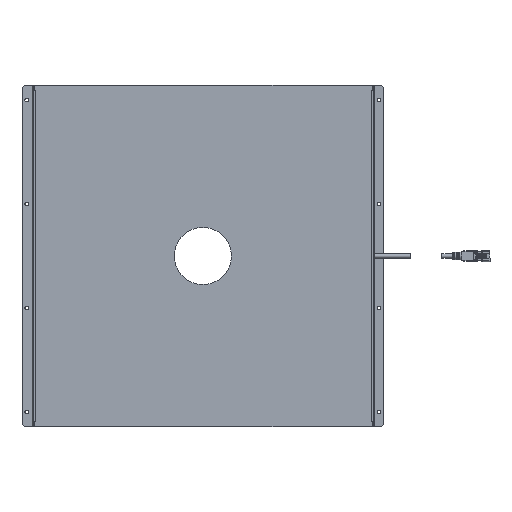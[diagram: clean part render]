
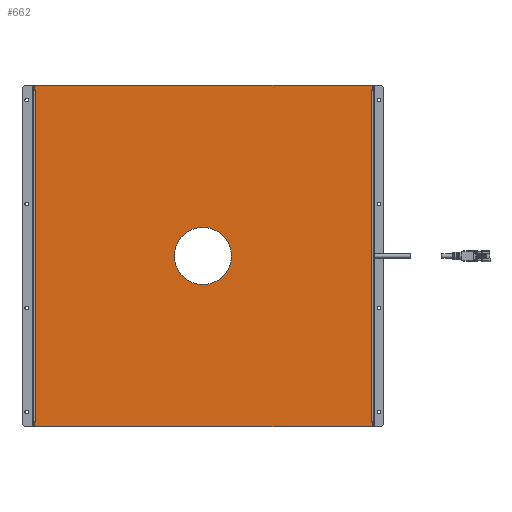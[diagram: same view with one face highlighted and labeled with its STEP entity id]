
A CAD part, top view. The second image highlights one B-rep face of the part: STEP entity #662.
In plain terms, the highlighted planar face has unit normal (0, 0, 1).
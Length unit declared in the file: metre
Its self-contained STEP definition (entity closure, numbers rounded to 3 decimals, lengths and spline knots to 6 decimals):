
#662=ADVANCED_FACE('0:659',(#1668,#1669),#1670,.T.);
#1668=FACE_BOUND('',#3069,.T.);
#1669=FACE_OUTER_BOUND('',#3070,.T.);
#1670=PLANE('',#3071);
#3069=EDGE_LOOP('',(#5374));
#3070=EDGE_LOOP('',(#5375,#5376,#5377,#5378));
#3071=AXIS2_PLACEMENT_3D('',#5379,#5380,#5381);
#5374=ORIENTED_EDGE('',*,*,#8258,.F.);
#5375=ORIENTED_EDGE('',*,*,#7974,.T.);
#5376=ORIENTED_EDGE('',*,*,#8207,.T.);
#5377=ORIENTED_EDGE('',*,*,#8172,.T.);
#5378=ORIENTED_EDGE('',*,*,#8016,.T.);
#5379=CARTESIAN_POINT('',(0.,0.,0.0263));
#5380=DIRECTION('',(0.0,0.0,1.0));
#5381=DIRECTION('',(-1.0,0.,0.0));
#7974=EDGE_CURVE('0:1700',#9365,#9366,#9367,.T.);
#8016=EDGE_CURVE('0:1709',#9438,#9365,#9439,.T.);
#8172=EDGE_CURVE('0:1706',#9676,#9438,#9677,.T.);
#8207=EDGE_CURVE('0:1703',#9366,#9676,#9726,.T.);
#8258=EDGE_CURVE('0:1694',#9793,#9793,#9794,.T.);
#9365=VERTEX_POINT('',#11286);
#9366=VERTEX_POINT('',#11287);
#9367=LINE('',#11288,#11289);
#9438=VERTEX_POINT('',#11378);
#9439=LINE('',#11379,#11380);
#9676=VERTEX_POINT('',#11709);
#9677=LINE('',#11710,#11711);
#9726=LINE('',#11782,#11783);
#9793=VERTEX_POINT('',#11870);
#9794=CIRCLE('',#11871,0.0275);
#11286=CARTESIAN_POINT('',(0.163,-0.1645,0.0263));
#11287=CARTESIAN_POINT('',(0.163,0.1645,0.0263));
#11288=CARTESIAN_POINT('',(0.163,-0.1645,0.0263));
#11289=VECTOR('',#13665,1.0);
#11378=CARTESIAN_POINT('',(-0.162,-0.1645,0.0263));
#11379=CARTESIAN_POINT('',(-0.162,-0.1645,0.0263));
#11380=VECTOR('',#13738,1.0);
#11709=CARTESIAN_POINT('',(-0.162,0.1645,0.0263));
#11710=CARTESIAN_POINT('',(-0.162,0.1645,0.0263));
#11711=VECTOR('',#13912,1.0);
#11782=CARTESIAN_POINT('',(0.163,0.1645,0.0263));
#11783=VECTOR('',#13962,1.0);
#11870=CARTESIAN_POINT('',(-0.0275,0.,0.0263));
#11871=AXIS2_PLACEMENT_3D('',#14028,#14029,#14030);
#13665=DIRECTION('',(0.,1.0,0.0));
#13738=DIRECTION('',(1.0,0.,0.0));
#13912=DIRECTION('',(0.,-1.0,0.0));
#13962=DIRECTION('',(-1.0,0.,0.0));
#14028=CARTESIAN_POINT('',(0.,0.,0.0263));
#14029=DIRECTION('',(0.0,0.0,1.0));
#14030=DIRECTION('',(-1.0,0.,0.0));
